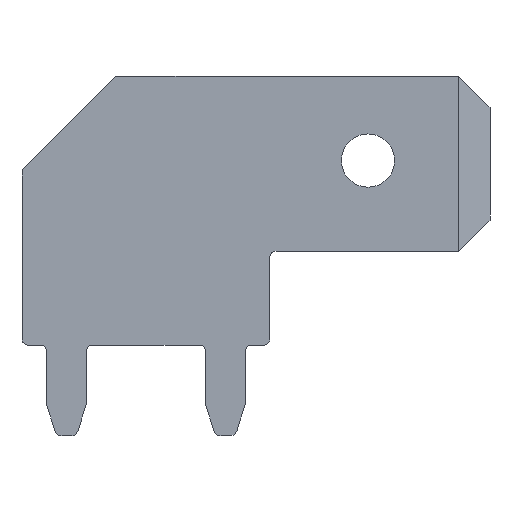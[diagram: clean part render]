
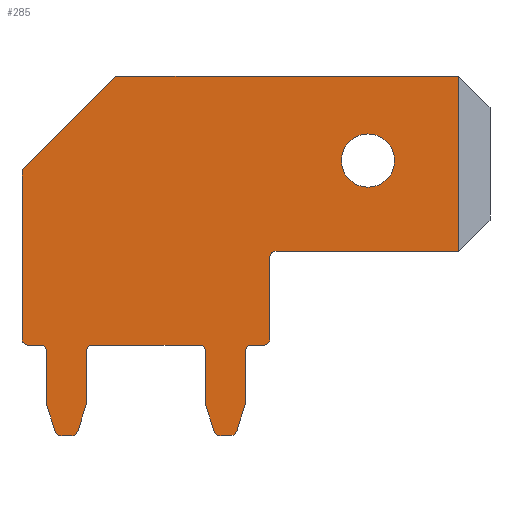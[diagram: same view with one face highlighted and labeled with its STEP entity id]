
A CAD part, front view. The second image highlights one B-rep face of the part: STEP entity #285.
In plain terms, the highlighted planar face has unit normal (0, -1, 0).
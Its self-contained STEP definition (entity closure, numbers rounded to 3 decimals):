
#16=CARTESIAN_POINT('',(4.16,-0.405,3.4));
#17=VERTEX_POINT('',#16);
#18=CARTESIAN_POINT('',(10.0,-0.405,3.4));
#19=VERTEX_POINT('',#18);
#20=CARTESIAN_POINT('',(11.0,-0.405,3.4));
#21=DIRECTION('',(1.0,0.0,0.0));
#22=VECTOR('',#21,1.0);
#23=LINE('',#20,#22);
#24=EDGE_CURVE('n� 94',#17,#19,#23,.T.);
#25=ORIENTED_EDGE('',*,*,#24,.T.);
#26=CARTESIAN_POINT('',(10.0,-0.405,9.0));
#27=VERTEX_POINT('',#26);
#28=CARTESIAN_POINT('',(10.0,-0.405,8.0));
#29=DIRECTION('',(0.0,-0.0,1.0));
#30=VECTOR('',#29,1.0);
#31=LINE('',#28,#30);
#32=EDGE_CURVE('n� 1087',#19,#27,#31,.T.);
#33=ORIENTED_EDGE('',*,*,#32,.T.);
#34=CARTESIAN_POINT('',(-0.96,-0.405,9.0));
#35=VERTEX_POINT('',#34);
#36=CARTESIAN_POINT('',(-0.96,-0.405,9.0));
#37=DIRECTION('',(-1.0,0.0,0.0));
#38=VECTOR('',#37,1.0);
#39=LINE('',#36,#38);
#40=EDGE_CURVE('n� 961',#27,#35,#39,.T.);
#41=ORIENTED_EDGE('',*,*,#40,.T.);
#42=CARTESIAN_POINT('',(-3.96,-0.405,6.0));
#43=VERTEX_POINT('',#42);
#44=CARTESIAN_POINT('',(-3.96,-0.405,6.0));
#45=DIRECTION('',(-0.707,0.0,-0.707));
#46=VECTOR('',#45,1.0);
#47=LINE('',#44,#46);
#48=EDGE_CURVE('n� 4',#35,#43,#47,.T.);
#49=ORIENTED_EDGE('',*,*,#48,.T.);
#50=CARTESIAN_POINT('',(-3.96,-0.405,0.6));
#51=VERTEX_POINT('',#50);
#52=CARTESIAN_POINT('',(-3.96,-0.405,3.4));
#53=DIRECTION('',(0.0,0.0,-1.0));
#54=VECTOR('',#53,1.0);
#55=LINE('',#52,#54);
#56=EDGE_CURVE('n� 7',#43,#51,#55,.T.);
#57=ORIENTED_EDGE('',*,*,#56,.T.);
#58=CARTESIAN_POINT('',(-3.76,-0.405,0.4));
#59=VERTEX_POINT('',#58);
#60=CARTESIAN_POINT('',(-3.76,-0.405,0.6));
#61=DIRECTION('',(0.0,-1.0,-0.0));
#62=DIRECTION('',(-1.0,-0.0,0.0));
#63=AXIS2_PLACEMENT_3D('',#60,#61,#62);
#64=CIRCLE('',#63,0.2);
#65=EDGE_CURVE('n� 16',#51,#59,#64,.T.);
#66=ORIENTED_EDGE('',*,*,#65,.T.);
#67=CARTESIAN_POINT('',(-3.375,-0.405,0.4));
#68=VERTEX_POINT('',#67);
#69=CARTESIAN_POINT('',(-3.76,-0.405,0.4));
#70=DIRECTION('',(1.0,0.0,0.0));
#71=VECTOR('',#70,1.0);
#72=LINE('',#69,#71);
#73=EDGE_CURVE('n� 19',#59,#68,#72,.T.);
#74=ORIENTED_EDGE('',*,*,#73,.T.);
#75=CARTESIAN_POINT('',(-3.175,-0.405,0.2));
#76=VERTEX_POINT('',#75);
#77=CARTESIAN_POINT('',(-3.375,-0.405,0.2));
#78=DIRECTION('',(-0.0,1.0,0.0));
#79=DIRECTION('',(1.0,0.0,0.0));
#80=AXIS2_PLACEMENT_3D('',#77,#78,#79);
#81=CIRCLE('',#80,0.2);
#82=EDGE_CURVE('n� 22',#68,#76,#81,.T.);
#83=ORIENTED_EDGE('',*,*,#82,.T.);
#84=CARTESIAN_POINT('',(-3.175,-0.405,-1.505));
#85=VERTEX_POINT('',#84);
#86=CARTESIAN_POINT('',(-3.175,-0.405,0.2));
#87=DIRECTION('',(0.0,0.0,-1.0));
#88=VECTOR('',#87,1.0);
#89=LINE('',#86,#88);
#90=EDGE_CURVE('n� 25',#76,#85,#89,.T.);
#91=ORIENTED_EDGE('',*,*,#90,.T.);
#92=CARTESIAN_POINT('',(-2.922,-0.405,-2.287));
#93=VERTEX_POINT('',#92);
#94=CARTESIAN_POINT('',(-3.175,-0.405,-1.505));
#95=DIRECTION('',(0.308,0.0,-0.951));
#96=VECTOR('',#95,1.0);
#97=LINE('',#94,#96);
#98=EDGE_CURVE('n� 28',#85,#93,#97,.T.);
#99=ORIENTED_EDGE('',*,*,#98,.T.);
#100=CARTESIAN_POINT('',(-2.675,-0.405,-2.5));
#101=VERTEX_POINT('',#100);
#102=CARTESIAN_POINT('',(-2.675,-0.405,-2.25));
#103=DIRECTION('',(0.0,-1.0,-0.0));
#104=DIRECTION('',(1.0,0.0,0.0));
#105=AXIS2_PLACEMENT_3D('',#102,#103,#104);
#106=CIRCLE('',#105,0.25);
#107=EDGE_CURVE('n� 31',#93,#101,#106,.T.);
#108=ORIENTED_EDGE('',*,*,#107,.T.);
#109=CARTESIAN_POINT('',(-2.405,-0.405,-2.5));
#110=VERTEX_POINT('',#109);
#111=CARTESIAN_POINT('',(-2.675,-0.405,-2.5));
#112=DIRECTION('',(1.0,0.0,0.0));
#113=VECTOR('',#112,1.0);
#114=LINE('',#111,#113);
#115=EDGE_CURVE('n� 34',#101,#110,#114,.T.);
#116=ORIENTED_EDGE('',*,*,#115,.T.);
#117=CARTESIAN_POINT('',(-2.158,-0.405,-2.287));
#118=VERTEX_POINT('',#117);
#119=CARTESIAN_POINT('',(-2.405,-0.405,-2.25));
#120=DIRECTION('',(0.0,-1.0,-0.0));
#121=DIRECTION('',(1.0,0.0,0.0));
#122=AXIS2_PLACEMENT_3D('',#119,#120,#121);
#123=CIRCLE('',#122,0.25);
#124=EDGE_CURVE('n� 37',#110,#118,#123,.T.);
#125=ORIENTED_EDGE('',*,*,#124,.T.);
#126=CARTESIAN_POINT('',(-1.905,-0.405,-1.505));
#127=VERTEX_POINT('',#126);
#128=CARTESIAN_POINT('',(-1.905,-0.405,-1.505));
#129=DIRECTION('',(0.308,-0.0,0.951));
#130=VECTOR('',#129,1.0);
#131=LINE('',#128,#130);
#132=EDGE_CURVE('n� 40',#118,#127,#131,.T.);
#133=ORIENTED_EDGE('',*,*,#132,.T.);
#134=CARTESIAN_POINT('',(-1.905,-0.405,0.2));
#135=VERTEX_POINT('',#134);
#136=CARTESIAN_POINT('',(-1.905,-0.405,0.2));
#137=DIRECTION('',(-0.0,-0.0,1.0));
#138=VECTOR('',#137,1.0);
#139=LINE('',#136,#138);
#140=EDGE_CURVE('n� 43',#127,#135,#139,.T.);
#141=ORIENTED_EDGE('',*,*,#140,.T.);
#142=CARTESIAN_POINT('',(-1.705,-0.405,0.4));
#143=VERTEX_POINT('',#142);
#144=CARTESIAN_POINT('',(-1.705,-0.405,0.2));
#145=DIRECTION('',(-0.0,1.0,0.0));
#146=DIRECTION('',(1.0,0.0,0.0));
#147=AXIS2_PLACEMENT_3D('',#144,#145,#146);
#148=CIRCLE('',#147,0.2);
#149=EDGE_CURVE('n� 46',#135,#143,#148,.T.);
#150=ORIENTED_EDGE('',*,*,#149,.T.);
#151=CARTESIAN_POINT('',(1.705,-0.405,0.4));
#152=VERTEX_POINT('',#151);
#153=CARTESIAN_POINT('',(-1.705,-0.405,0.4));
#154=DIRECTION('',(1.0,0.0,-0.0));
#155=VECTOR('',#154,1.0);
#156=LINE('',#153,#155);
#157=EDGE_CURVE('n� 49',#143,#152,#156,.T.);
#158=ORIENTED_EDGE('',*,*,#157,.T.);
#159=CARTESIAN_POINT('',(1.905,-0.405,0.2));
#160=VERTEX_POINT('',#159);
#161=CARTESIAN_POINT('',(1.705,-0.405,0.2));
#162=DIRECTION('',(-0.0,1.0,0.0));
#163=DIRECTION('',(1.0,0.0,0.0));
#164=AXIS2_PLACEMENT_3D('',#161,#162,#163);
#165=CIRCLE('',#164,0.2);
#166=EDGE_CURVE('n� 52',#152,#160,#165,.T.);
#167=ORIENTED_EDGE('',*,*,#166,.T.);
#168=CARTESIAN_POINT('',(1.905,-0.405,-1.505));
#169=VERTEX_POINT('',#168);
#170=CARTESIAN_POINT('',(1.905,-0.405,0.2));
#171=DIRECTION('',(-0.0,0.0,-1.0));
#172=VECTOR('',#171,1.0);
#173=LINE('',#170,#172);
#174=EDGE_CURVE('n� 55',#160,#169,#173,.T.);
#175=ORIENTED_EDGE('',*,*,#174,.T.);
#176=CARTESIAN_POINT('',(2.158,-0.405,-2.287));
#177=VERTEX_POINT('',#176);
#178=CARTESIAN_POINT('',(1.905,-0.405,-1.505));
#179=DIRECTION('',(0.308,0.0,-0.951));
#180=VECTOR('',#179,1.0);
#181=LINE('',#178,#180);
#182=EDGE_CURVE('n� 58',#169,#177,#181,.T.);
#183=ORIENTED_EDGE('',*,*,#182,.T.);
#184=CARTESIAN_POINT('',(2.405,-0.405,-2.5));
#185=VERTEX_POINT('',#184);
#186=CARTESIAN_POINT('',(2.405,-0.405,-2.25));
#187=DIRECTION('',(0.0,-1.0,-0.0));
#188=DIRECTION('',(-1.0,-0.0,0.0));
#189=AXIS2_PLACEMENT_3D('',#186,#187,#188);
#190=CIRCLE('',#189,0.25);
#191=EDGE_CURVE('n� 61',#177,#185,#190,.T.);
#192=ORIENTED_EDGE('',*,*,#191,.T.);
#193=CARTESIAN_POINT('',(2.675,-0.405,-2.5));
#194=VERTEX_POINT('',#193);
#195=CARTESIAN_POINT('',(2.675,-0.405,-2.5));
#196=DIRECTION('',(1.0,0.0,0.0));
#197=VECTOR('',#196,1.0);
#198=LINE('',#195,#197);
#199=EDGE_CURVE('n� 64',#185,#194,#198,.T.);
#200=ORIENTED_EDGE('',*,*,#199,.T.);
#201=CARTESIAN_POINT('',(2.922,-0.405,-2.287));
#202=VERTEX_POINT('',#201);
#203=CARTESIAN_POINT('',(2.675,-0.405,-2.25));
#204=DIRECTION('',(0.0,-1.0,-0.0));
#205=DIRECTION('',(-1.0,-0.0,0.0));
#206=AXIS2_PLACEMENT_3D('',#203,#204,#205);
#207=CIRCLE('',#206,0.25);
#208=EDGE_CURVE('n� 67',#194,#202,#207,.T.);
#209=ORIENTED_EDGE('',*,*,#208,.T.);
#210=CARTESIAN_POINT('',(3.175,-0.405,-1.505));
#211=VERTEX_POINT('',#210);
#212=CARTESIAN_POINT('',(3.175,-0.405,-1.505));
#213=DIRECTION('',(0.308,-0.0,0.951));
#214=VECTOR('',#213,1.0);
#215=LINE('',#212,#214);
#216=EDGE_CURVE('n� 70',#202,#211,#215,.T.);
#217=ORIENTED_EDGE('',*,*,#216,.T.);
#218=CARTESIAN_POINT('',(3.175,-0.405,0.2));
#219=VERTEX_POINT('',#218);
#220=CARTESIAN_POINT('',(3.175,-0.405,0.2));
#221=DIRECTION('',(0.0,-0.0,1.0));
#222=VECTOR('',#221,1.0);
#223=LINE('',#220,#222);
#224=EDGE_CURVE('n� 73',#211,#219,#223,.T.);
#225=ORIENTED_EDGE('',*,*,#224,.T.);
#226=CARTESIAN_POINT('',(3.375,-0.405,0.4));
#227=VERTEX_POINT('',#226);
#228=CARTESIAN_POINT('',(3.375,-0.405,0.2));
#229=DIRECTION('',(-0.0,1.0,0.0));
#230=DIRECTION('',(1.0,0.0,0.0));
#231=AXIS2_PLACEMENT_3D('',#228,#229,#230);
#232=CIRCLE('',#231,0.2);
#233=EDGE_CURVE('n� 76',#219,#227,#232,.T.);
#234=ORIENTED_EDGE('',*,*,#233,.T.);
#235=CARTESIAN_POINT('',(3.76,-0.405,0.4));
#236=VERTEX_POINT('',#235);
#237=CARTESIAN_POINT('',(3.76,-0.405,0.4));
#238=DIRECTION('',(1.0,0.0,0.0));
#239=VECTOR('',#238,1.0);
#240=LINE('',#237,#239);
#241=EDGE_CURVE('n� 79',#227,#236,#240,.T.);
#242=ORIENTED_EDGE('',*,*,#241,.T.);
#243=CARTESIAN_POINT('',(3.96,-0.405,0.6));
#244=VERTEX_POINT('',#243);
#245=CARTESIAN_POINT('',(3.76,-0.405,0.6));
#246=DIRECTION('',(0.0,-1.0,-0.0));
#247=DIRECTION('',(-1.0,-0.0,0.0));
#248=AXIS2_PLACEMENT_3D('',#245,#246,#247);
#249=CIRCLE('',#248,0.2);
#250=EDGE_CURVE('n� 82',#236,#244,#249,.T.);
#251=ORIENTED_EDGE('',*,*,#250,.T.);
#252=CARTESIAN_POINT('',(3.96,-0.405,3.2));
#253=VERTEX_POINT('',#252);
#254=CARTESIAN_POINT('',(3.96,-0.405,1.51));
#255=DIRECTION('',(-0.0,-0.0,1.0));
#256=VECTOR('',#255,1.0);
#257=LINE('',#254,#256);
#258=EDGE_CURVE('n� 85',#244,#253,#257,.T.);
#259=ORIENTED_EDGE('',*,*,#258,.T.);
#260=CARTESIAN_POINT('',(4.16,-0.405,3.2));
#261=DIRECTION('',(-0.0,1.0,0.0));
#262=DIRECTION('',(1.0,0.0,0.0));
#263=AXIS2_PLACEMENT_3D('',#260,#261,#262);
#264=CIRCLE('',#263,0.2);
#265=EDGE_CURVE('n� 91',#253,#17,#264,.T.);
#266=ORIENTED_EDGE('',*,*,#265,.T.);
#267=EDGE_LOOP('',(
    #25,#33,#41,#49,#57,#66,#74,#83,#91,#99,
    #108,#116,#125,#133,#141,#150,#158,#167,#175,#183,
    #192,#200,#209,#217,#225,#234,#242,#251,#259,#266));
#268=FACE_OUTER_BOUND('',#267,.T.);
#269=CARTESIAN_POINT('',(7.95,-0.405,6.3));
#270=VERTEX_POINT('',#269);
#271=CARTESIAN_POINT('',(7.1,-0.405,6.3));
#272=DIRECTION('',(0.0,-1.0,-0.0));
#273=DIRECTION('',(1.0,0.0,0.0));
#274=AXIS2_PLACEMENT_3D('',#271,#272,#273);
#275=CIRCLE('',#274,0.85);
#276=EDGE_CURVE('n� 779',#270,#270,#275,.T.);
#277=ORIENTED_EDGE('',*,*,#276,.F.);
#278=EDGE_LOOP('',(#277));
#279=FACE_BOUND('',#278,.T.);
#280=CARTESIAN_POINT('',(4.16,-0.405,3.2));
#281=DIRECTION('',(0.0,-1.0,-0.0));
#282=DIRECTION('',(1.0,0.0,0.0));
#283=AXIS2_PLACEMENT_3D('',#280,#281,#282);
#284=PLANE('',#283);
#285=ADVANCED_FACE('n� 773',(#268,#279),#284,.T.);
